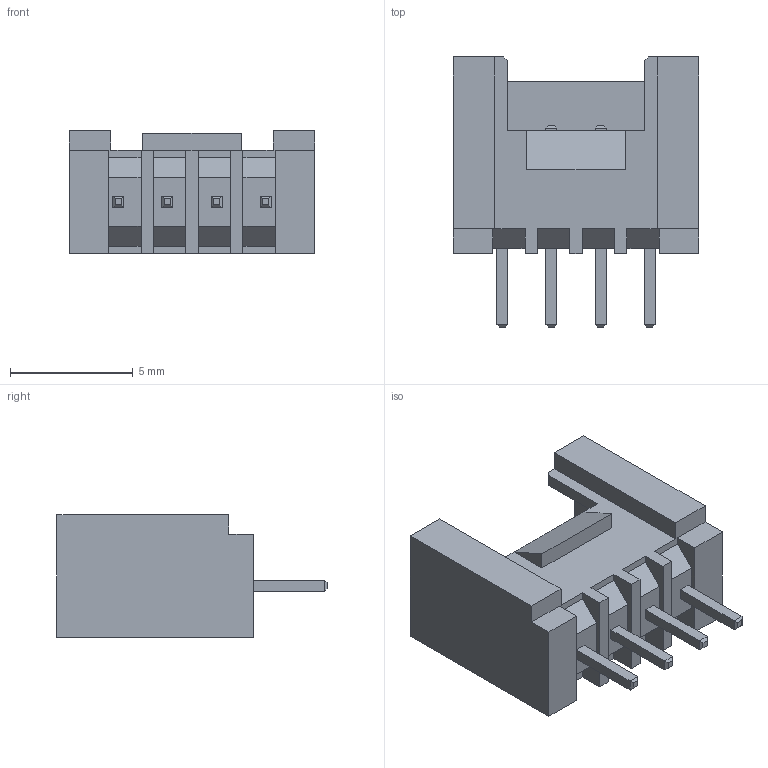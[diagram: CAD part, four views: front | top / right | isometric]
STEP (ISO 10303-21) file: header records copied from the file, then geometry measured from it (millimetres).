
FILE_DESCRIPTION (( 'STEP AP214' ), '1' );
FILE_NAME ('Grove Connector (standing).STEP', '2020-11-24T15:17:37', ( '' ), ( '' ), 'SwSTEP 2.0', 'SolidWorks 2020', '' );
FILE_SCHEMA (( 'AUTOMOTIVE_DESIGN' ));
Length unit declared in the file: millimetre
Products named in the file (1): Grove Connector (standing)
Bounding box: 10 x 11 x 5 mm (x, y, z)
Volume: 146.5 mm3; surface area: 538.5 mm2
Topology: 1 solids, 1 shells, 138 faces, 350 edges, 222 vertices
Faces by surface type: plane 138
Entity records: 4782 total; most frequent: CARTESIAN_POINT 711, ORIENTED_EDGE 700, DIRECTION 628, EDGE_CURVE 350, LINE 350, VECTOR 350, VERTEX_POINT 222, EDGE_LOOP 146
